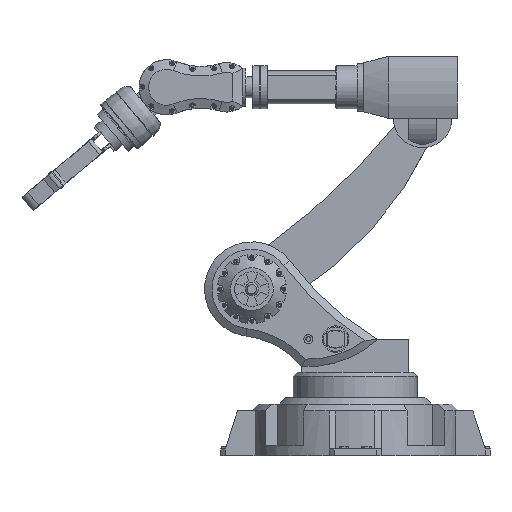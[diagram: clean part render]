
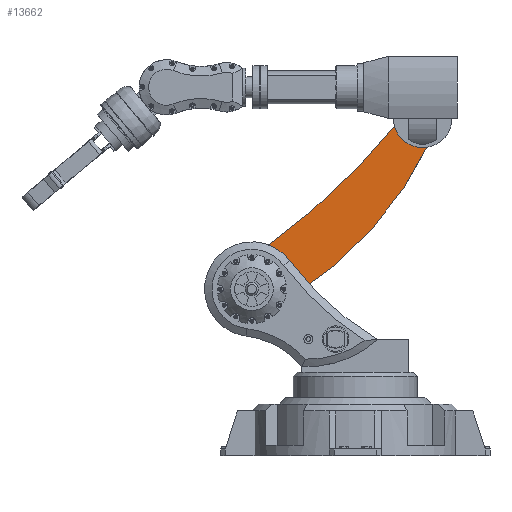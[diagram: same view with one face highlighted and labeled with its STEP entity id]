
A CAD part, front view. The second image highlights one B-rep face of the part: STEP entity #13662.
In plain terms, the highlighted face is planar.
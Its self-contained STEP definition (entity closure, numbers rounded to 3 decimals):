
#332=FACE_BOUND('',#2906,.T.);
#333=FACE_BOUND('',#2907,.T.);
#691=CIRCLE('',#14835,15.);
#693=CIRCLE('',#14839,15.);
#754=CIRCLE('',#14955,57.5);
#755=CIRCLE('',#14956,1007.);
#756=CIRCLE('',#14957,530.);
#758=CIRCLE('',#14960,35.);
#759=CIRCLE('',#14961,35.);
#1914=FACE_OUTER_BOUND('',#2905,.T.);
#2905=EDGE_LOOP('',(#10483,#10484,#10485,#10486,#10487));
#2906=EDGE_LOOP('',(#10488));
#2907=EDGE_LOOP('',(#10489));
#6186=VERTEX_POINT('',#22131);
#6188=VERTEX_POINT('',#22138);
#6251=VERTEX_POINT('',#22409);
#6252=VERTEX_POINT('',#22414);
#6253=VERTEX_POINT('',#22506);
#6254=VERTEX_POINT('',#22508);
#6256=VERTEX_POINT('',#22537);
#7669=EDGE_CURVE('',#6186,#6186,#691,.T.);
#7672=EDGE_CURVE('',#6188,#6188,#693,.T.);
#7762=EDGE_CURVE('',#6251,#6252,#754,.T.);
#7765=EDGE_CURVE('',#6253,#6252,#755,.T.);
#7767=EDGE_CURVE('',#6254,#6251,#756,.T.);
#7770=EDGE_CURVE('',#6254,#6256,#758,.T.);
#7771=EDGE_CURVE('',#6256,#6253,#759,.T.);
#10483=ORIENTED_EDGE('',*,*,#7767,.F.);
#10484=ORIENTED_EDGE('',*,*,#7770,.T.);
#10485=ORIENTED_EDGE('',*,*,#7771,.T.);
#10486=ORIENTED_EDGE('',*,*,#7765,.T.);
#10487=ORIENTED_EDGE('',*,*,#7762,.F.);
#10488=ORIENTED_EDGE('',*,*,#7669,.T.);
#10489=ORIENTED_EDGE('',*,*,#7672,.T.);
#12964=PLANE('',#14972);
#13662=ADVANCED_FACE('',(#1914,#332,#333),#12964,.T.);
#14835=AXIS2_PLACEMENT_3D('',#22133,#17470,#17471);
#14839=AXIS2_PLACEMENT_3D('',#22140,#17479,#17480);
#14955=AXIS2_PLACEMENT_3D('',#22415,#17737,#17738);
#14956=AXIS2_PLACEMENT_3D('',#22507,#17739,#17740);
#14957=AXIS2_PLACEMENT_3D('',#22533,#17741,#17742);
#14960=AXIS2_PLACEMENT_3D('',#22539,#17748,#17749);
#14961=AXIS2_PLACEMENT_3D('',#22540,#17750,#17751);
#14972=AXIS2_PLACEMENT_3D('',#22557,#17774,#17775);
#17470=DIRECTION('center_axis',(0.,0.,1.));
#17471=DIRECTION('ref_axis',(1.,0.,0.));
#17479=DIRECTION('center_axis',(0.,0.,1.));
#17480=DIRECTION('ref_axis',(1.,0.,0.));
#17737=DIRECTION('center_axis',(0.,0.,1.));
#17738=DIRECTION('ref_axis',(1.,0.,0.));
#17739=DIRECTION('center_axis',(0.,0.,1.));
#17740=DIRECTION('ref_axis',(-0.133,-0.991,0.));
#17741=DIRECTION('center_axis',(0.,0.,1.));
#17742=DIRECTION('ref_axis',(-0.369,-0.929,0.));
#17748=DIRECTION('center_axis',(0.,0.,-1.));
#17749=DIRECTION('ref_axis',(1.,0.,0.));
#17750=DIRECTION('center_axis',(0.,0.,-1.));
#17751=DIRECTION('ref_axis',(1.,0.,0.));
#17774=DIRECTION('center_axis',(0.,0.,-1.));
#17775=DIRECTION('ref_axis',(-1.,0.,0.));
#22131=CARTESIAN_POINT('',(-15.,0.,0.));
#22133=CARTESIAN_POINT('Origin',(0.,0.,0.));
#22138=CARTESIAN_POINT('',(-365.,0.,0.));
#22140=CARTESIAN_POINT('Origin',(-350.,0.,0.));
#22409=CARTESIAN_POINT('',(-31.577,-48.054,0.));
#22414=CARTESIAN_POINT('',(-49.058,29.993,0.));
#22415=CARTESIAN_POINT('Origin',(0.,0.,0.));
#22506=CARTESIAN_POINT('',(-322.537,21.697,0.));
#22507=CARTESIAN_POINT('Origin',(-216.047,1023.051,0.));
#22508=CARTESIAN_POINT('',(-333.922,-31.088,0.));
#22533=CARTESIAN_POINT('Origin',(-154.294,467.544,0.));
#22537=CARTESIAN_POINT('',(-385.,0.,0.));
#22539=CARTESIAN_POINT('Origin',(-350.,0.,0.));
#22540=CARTESIAN_POINT('Origin',(-350.,0.,0.));
#22557=CARTESIAN_POINT('Origin',(-350.,-25.,0.));
